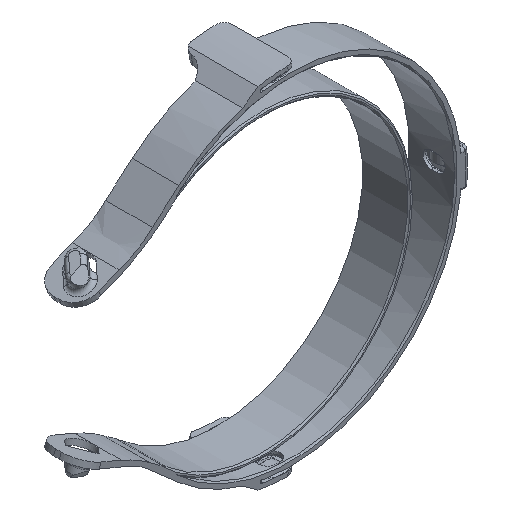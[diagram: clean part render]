
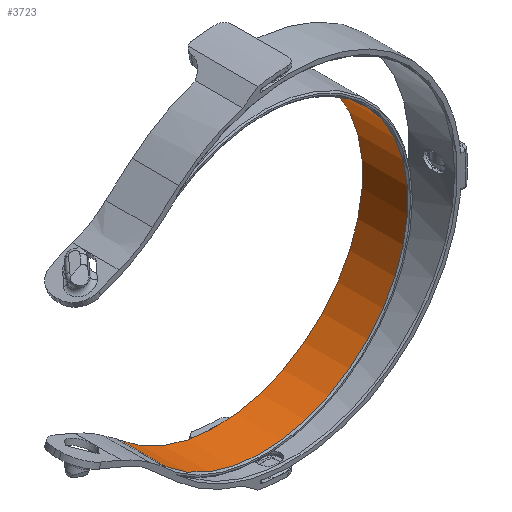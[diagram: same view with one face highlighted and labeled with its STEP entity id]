
A CAD part, isometric view. The second image highlights one B-rep face of the part: STEP entity #3723.
In plain terms, the highlighted cylindrical face has radius 53 mm (diameter 106 mm), a partial arc.
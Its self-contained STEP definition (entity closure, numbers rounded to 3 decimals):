
#190=LINE('',#6033,#394);
#318=LINE('',#9640,#522);
#394=VECTOR('',#4301,10.);
#522=VECTOR('',#4867,10.);
#625=CYLINDRICAL_SURFACE('',#4061,53.);
#809=FACE_OUTER_BOUND('',#1036,.T.);
#1036=EDGE_LOOP('',(#3364,#3365,#3366,#3367));
#1124=CIRCLE('',#3844,53.);
#1221=CIRCLE('',#4062,53.);
#1541=VERTEX_POINT('',#6030);
#1542=VERTEX_POINT('',#6032);
#1559=VERTEX_POINT('',#6099);
#1757=VERTEX_POINT('',#9636);
#1945=EDGE_CURVE('',#1542,#1541,#190,.T.);
#1965=EDGE_CURVE('',#1559,#1541,#1124,.T.);
#2300=EDGE_CURVE('',#1757,#1559,#318,.T.);
#2303=EDGE_CURVE('',#1542,#1757,#1221,.T.);
#3364=ORIENTED_EDGE('',*,*,#2303,.F.);
#3365=ORIENTED_EDGE('',*,*,#1945,.T.);
#3366=ORIENTED_EDGE('',*,*,#1965,.F.);
#3367=ORIENTED_EDGE('',*,*,#2300,.F.);
#3723=ADVANCED_FACE('',(#809),#625,.F.);
#3844=AXIS2_PLACEMENT_3D('',#6101,#4325,#4326);
#4061=AXIS2_PLACEMENT_3D('',#9655,#4876,#4877);
#4062=AXIS2_PLACEMENT_3D('',#9656,#4878,#4879);
#4301=DIRECTION('',(0.,1.,0.));
#4325=DIRECTION('center_axis',(0.,-1.,0.));
#4326=DIRECTION('ref_axis',(-0.652,0.,0.758));
#4867=DIRECTION('',(0.,1.,0.));
#4876=DIRECTION('center_axis',(0.,1.,0.));
#4877=DIRECTION('ref_axis',(1.,0.,0.));
#4878=DIRECTION('center_axis',(0.,1.,0.));
#4879=DIRECTION('ref_axis',(0.652,0.,-0.758));
#6030=CARTESIAN_POINT('',(-34.55,17.,40.191));
#6032=CARTESIAN_POINT('',(-34.55,0.5,40.191));
#6033=CARTESIAN_POINT('',(-34.55,0.,40.191));
#6099=CARTESIAN_POINT('',(-34.55,17.,-40.191));
#6101=CARTESIAN_POINT('Origin',(0.,17.,0.));
#9636=CARTESIAN_POINT('',(-34.55,0.5,-40.191));
#9640=CARTESIAN_POINT('',(-34.55,0.,-40.191));
#9655=CARTESIAN_POINT('Origin',(0.,0.,0.));
#9656=CARTESIAN_POINT('Origin',(0.,0.5,0.));
